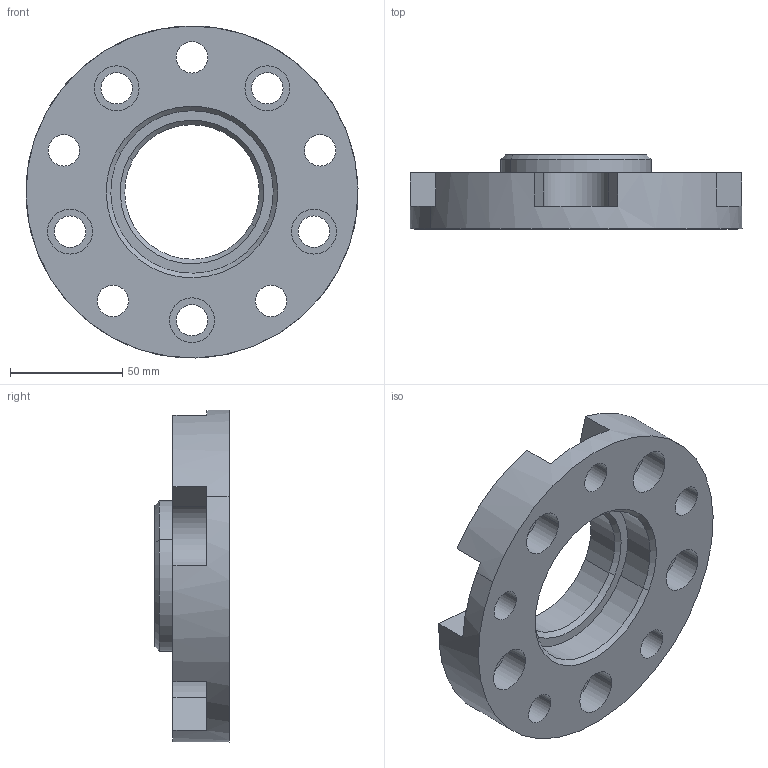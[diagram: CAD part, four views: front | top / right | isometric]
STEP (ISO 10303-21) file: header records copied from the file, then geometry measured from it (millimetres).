
FILE_DESCRIPTION(('CATIA V5 STEP Exchange'),'2;1');
FILE_NAME('calles 25 double.stp','2018-11-30T18:45:13+00:00',('none'),('none'),'CATIA Version 5 Release 19 SP 2 (IN-10)','CATIA V5 STEP AP203','none');
FILE_SCHEMA(('CONFIG_CONTROL_DESIGN'));
Length unit declared in the file: millimetre
Products named in the file (1): Part4
Bounding box: 147.96 x 33 x 147.96 mm (x, y, z)
Volume: 244893.1 mm3; surface area: 56569.4 mm2
Topology: 1 solids, 1 shells, 73 faces, 186 edges, 122 vertices
Faces by surface type: cylinder 43, plane 24, cone 6
Entity records: 2103 total; most frequent: ORIENTED_EDGE 372, CARTESIAN_POINT 355, DIRECTION 278, EDGE_CURVE 186, AXIS2_PLACEMENT_3D 149, VERTEX_POINT 122, CIRCLE 102, EDGE_LOOP 102
